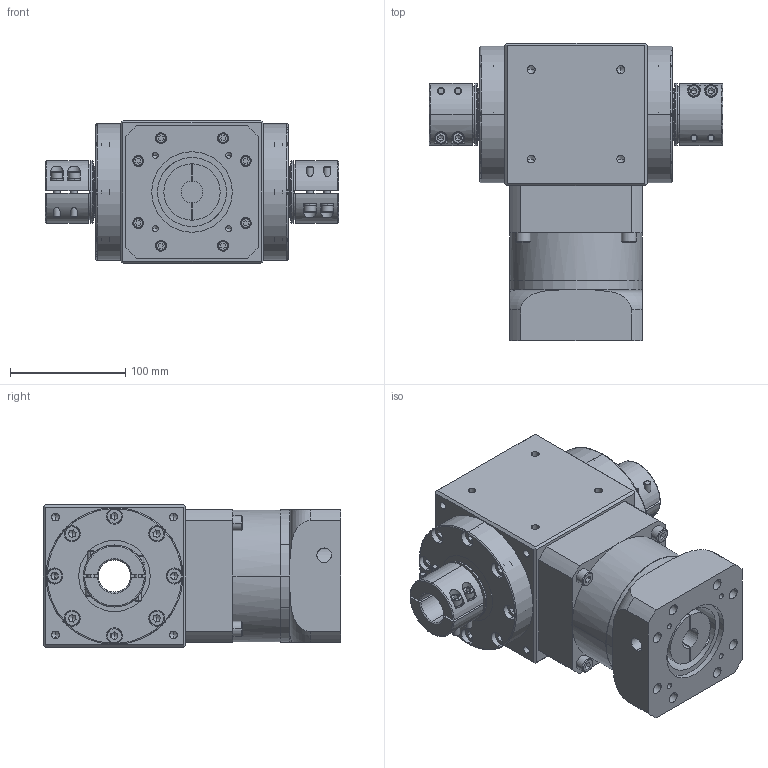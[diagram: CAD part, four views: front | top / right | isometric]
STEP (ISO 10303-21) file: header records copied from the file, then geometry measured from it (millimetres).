
FILE_DESCRIPTION (( 'STEP AP214' ), '1' );
FILE_NAME ('RAH120-L1-XX-D-19-70-90-M6_2019.STEP', '2019-05-13T05:07:40', ( 'Y' ), ( 'NCU' ), 'SwSTEP 2.0', 'SolidWorks 2016', '' );
FILE_SCHEMA (( 'AUTOMOTIVE_DESIGN' ));
Length unit declared in the file: millimetre
Products named in the file (1): RAH120-L1-XX-D-19-70-90-M6_2019
Bounding box: 255 x 258.8 x 124 mm (x, y, z)
Volume: 3875879.3 mm3; surface area: 317816.4 mm2
Topology: 2 solids, 26 shells, 1264 faces, 2994 edges, 1828 vertices
Faces by surface type: plane 656, cylinder 384, cone 142, torus 82
Entity records: 40538 total; most frequent: CARTESIAN_POINT 9959, DIRECTION 6514, ORIENTED_EDGE 5796, EDGE_CURVE 2898, AXIS2_PLACEMENT_3D 2471, VERTEX_POINT 1828, VECTOR 1572, LINE 1572
